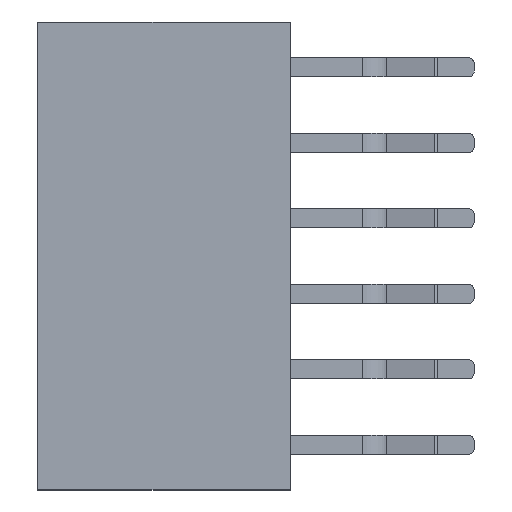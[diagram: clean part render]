
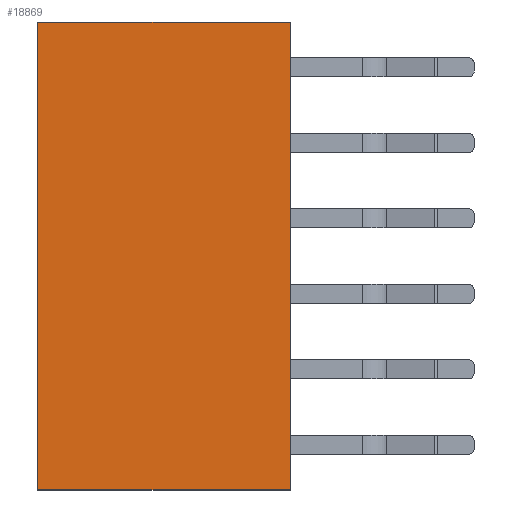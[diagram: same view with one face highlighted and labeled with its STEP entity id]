
A CAD part, top view. The second image highlights one B-rep face of the part: STEP entity #18869.
In plain terms, the highlighted planar face has unit normal (0, 0, 1).
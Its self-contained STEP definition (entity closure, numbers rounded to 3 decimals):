
#2210=ORIENTED_EDGE('',*,*,#5596,.F.);
#2211=ORIENTED_EDGE('',*,*,#5606,.F.);
#2212=ORIENTED_EDGE('',*,*,#5600,.T.);
#2213=ORIENTED_EDGE('',*,*,#5607,.T.);
#5596=EDGE_CURVE('',#7256,#7257,#8870,.T.);
#5600=EDGE_CURVE('',#7259,#7258,#8874,.T.);
#5606=EDGE_CURVE('',#7259,#7256,#8880,.T.);
#5607=EDGE_CURVE('',#7258,#7257,#8881,.T.);
#7256=VERTEX_POINT('',#26340);
#7257=VERTEX_POINT('',#26342);
#7258=VERTEX_POINT('',#26347);
#7259=VERTEX_POINT('',#26349);
#8870=LINE('',#26341,#10682);
#8874=LINE('',#26348,#10686);
#8880=LINE('',#26359,#10692);
#8881=LINE('',#26360,#10693);
#10682=VECTOR('',#22152,1000.);
#10686=VECTOR('',#22158,1000.);
#10692=VECTOR('',#22168,1000.);
#10693=VECTOR('',#22169,1000.);
#11623=EDGE_LOOP('',(#2210,#2211,#2212,#2213));
#12401=FACE_BOUND('',#11623,.T.);
#13157=PLANE('',#19630);
#18869=ADVANCED_FACE('',(#12401),#13157,.T.);
#19630=AXIS2_PLACEMENT_3D('',#26358,#22166,#22167);
#22152=DIRECTION('',(0.,1.,0.));
#22158=DIRECTION('',(0.,1.,0.));
#22166=DIRECTION('',(0.,0.,1.));
#22167=DIRECTION('',(0.,-1.,0.));
#22168=DIRECTION('',(-1.,0.,0.));
#22169=DIRECTION('',(-1.,0.,0.));
#26340=CARTESIAN_POINT('',(-7.87,-4.25,2.5));
#26341=CARTESIAN_POINT('',(-7.87,-4.25,2.5));
#26342=CARTESIAN_POINT('',(-7.87,4.25,2.5));
#26347=CARTESIAN_POINT('',(7.87,4.25,2.5));
#26348=CARTESIAN_POINT('',(7.87,-4.25,2.5));
#26349=CARTESIAN_POINT('',(7.87,-4.25,2.5));
#26358=CARTESIAN_POINT('',(7.87,-4.25,2.5));
#26359=CARTESIAN_POINT('',(7.87,-4.25,2.5));
#26360=CARTESIAN_POINT('',(7.87,4.25,2.5));
